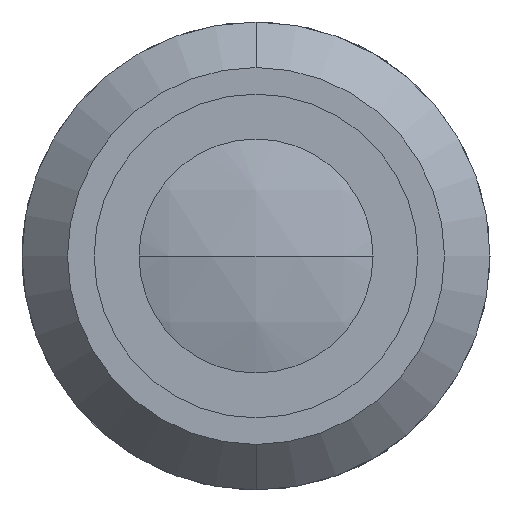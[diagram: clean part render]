
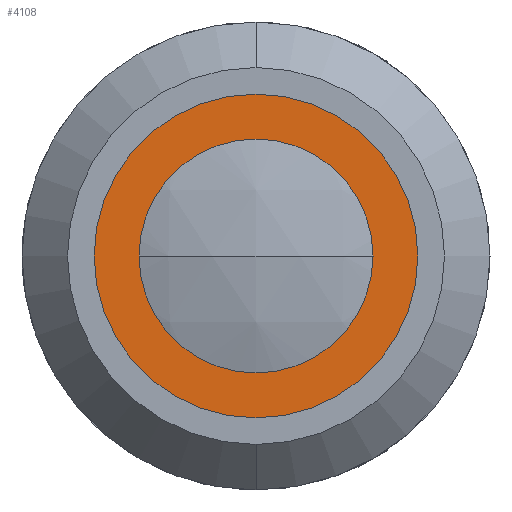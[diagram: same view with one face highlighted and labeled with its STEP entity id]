
A CAD part, left-side view. The second image highlights one B-rep face of the part: STEP entity #4108.
In plain terms, the highlighted planar face has unit normal (-1, 0, 0).
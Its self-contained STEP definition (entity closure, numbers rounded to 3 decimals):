
#73 = CARTESIAN_POINT ( 'NONE',  ( 3.5, 0., 0. ) ) ;
#81 = AXIS2_PLACEMENT_3D ( 'NONE', #73, #2862, #3169 ) ;
#215 = FACE_OUTER_BOUND ( 'NONE', #1584, .T. ) ;
#541 = DIRECTION ( 'NONE',  ( 0., 0., -1. ) ) ;
#547 = CIRCLE ( 'NONE', #4187, 9. ) ;
#660 = EDGE_CURVE ( 'NONE', #1718, #3217, #547, .T. ) ;
#665 = EDGE_LOOP ( 'NONE', ( #2141, #4338 ) ) ;
#691 = CARTESIAN_POINT ( 'NONE',  ( 3.5, 0., 0. ) ) ;
#833 = AXIS2_PLACEMENT_3D ( 'NONE', #3413, #2073, #2394 ) ;
#1306 = DIRECTION ( 'NONE',  ( 1., 0., 0. ) ) ;
#1342 = DIRECTION ( 'NONE',  ( -1., 0., 0. ) ) ;
#1364 = CARTESIAN_POINT ( 'NONE',  ( 3.5, 0., 0. ) ) ;
#1400 = VERTEX_POINT ( 'NONE', #1729 ) ;
#1471 = ORIENTED_EDGE ( 'NONE', *, *, #3545, .T. ) ;
#1515 = EDGE_CURVE ( 'NONE', #2062, #1400, #1863, .T. ) ;
#1558 = FACE_BOUND ( 'NONE', #665, .T. ) ;
#1584 = EDGE_LOOP ( 'NONE', ( #1680, #1471 ) ) ;
#1680 = ORIENTED_EDGE ( 'NONE', *, *, #1515, .T. ) ;
#1718 = VERTEX_POINT ( 'NONE', #3999 ) ;
#1729 = CARTESIAN_POINT ( 'NONE',  ( 3.5, 0., -13.2 ) ) ;
#1863 = CIRCLE ( 'NONE', #81, 13.2 ) ;
#1987 = DIRECTION ( 'NONE',  ( 0., 0., 1. ) ) ;
#2049 = AXIS2_PLACEMENT_3D ( 'NONE', #2625, #1306, #541 ) ;
#2062 = VERTEX_POINT ( 'NONE', #3838 ) ;
#2073 = DIRECTION ( 'NONE',  ( -1., 0., 0. ) ) ;
#2141 = ORIENTED_EDGE ( 'NONE', *, *, #660, .F. ) ;
#2236 = CARTESIAN_POINT ( 'NONE',  ( 3.5, 0., -9. ) ) ;
#2334 = EDGE_CURVE ( 'NONE', #3217, #1718, #2392, .T. ) ;
#2392 = CIRCLE ( 'NONE', #3949, 9. ) ;
#2394 = DIRECTION ( 'NONE',  ( 0., 0., 1. ) ) ;
#2625 = CARTESIAN_POINT ( 'NONE',  ( 3.5, 13.2, 0. ) ) ;
#2701 = DIRECTION ( 'NONE',  ( -1., 0., 0. ) ) ;
#2832 = CIRCLE ( 'NONE', #833, 13.2 ) ;
#2862 = DIRECTION ( 'NONE',  ( -1., 0., 0. ) ) ;
#3169 = DIRECTION ( 'NONE',  ( 0., 0., 1. ) ) ;
#3217 = VERTEX_POINT ( 'NONE', #2236 ) ;
#3413 = CARTESIAN_POINT ( 'NONE',  ( 3.5, 0., 0. ) ) ;
#3545 = EDGE_CURVE ( 'NONE', #1400, #2062, #2832, .T. ) ;
#3838 = CARTESIAN_POINT ( 'NONE',  ( 3.5, 0., 13.2 ) ) ;
#3949 = AXIS2_PLACEMENT_3D ( 'NONE', #1364, #2701, #4063 ) ;
#3999 = CARTESIAN_POINT ( 'NONE',  ( 3.5, 0., 9. ) ) ;
#4063 = DIRECTION ( 'NONE',  ( 0., 0., 1. ) ) ;
#4108 = ADVANCED_FACE ( 'NONE', ( #1558, #215 ), #4273, .F. ) ;
#4187 = AXIS2_PLACEMENT_3D ( 'NONE', #691, #1342, #1987 ) ;
#4273 = PLANE ( 'NONE',  #2049 ) ;
#4338 = ORIENTED_EDGE ( 'NONE', *, *, #2334, .F. ) ;
